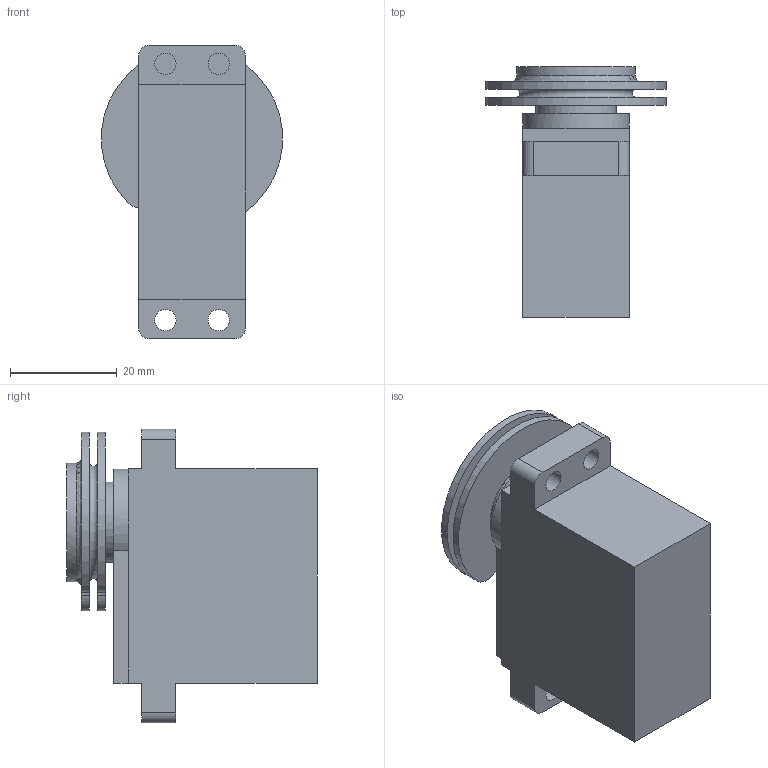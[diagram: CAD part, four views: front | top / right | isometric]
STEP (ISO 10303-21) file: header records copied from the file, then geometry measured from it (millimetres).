
FILE_DESCRIPTION(/* description */ (''),/* implementation_level */ '2;1');
FILE_NAME(/* name */ '67ac2708-1bf2-4cc6-9cfc-52f7d12f344d.stp',/* time_stamp */ '2017-09-04T07:53:53+00:00',/* author */ (''),/* organization */ (''),/* preprocessor_version */ 'ST-DEVELOPER v16.13',/* originating_system */ 'Autodesk Translation Framework v6.1.1.50',/* authorisation */ '');
FILE_SCHEMA (('AUTOMOTIVE_DESIGN { 1 0 10303 214 3 1 1 }'));
Length unit declared in the file: millimetre
Products named in the file (4): servo_part v3; HS5585 v5; HiTEC_servo_horn v4; new_horn_HiTEC v17
Assembly tree (3 placements, depth 2):
  servo_part v3
    HS5585 v5
    HiTEC_servo_horn v4
    new_horn_HiTEC v17
Bounding box: 33.87 x 46.9 x 55 mm (x, y, z)
Volume: 35551 mm3; surface area: 11511.4 mm2
Topology: 3 solids, 3 shells, 77 faces, 194 edges, 129 vertices
Faces by surface type: cylinder 43, plane 32, torus 2
Full cylindrical faces by diameter (mm): 1.2 x8, 1.4 x5, 2.8 x1, 4 x4, 5 x1, 6 x1, 7 x1, 7.4 x1, 8 x1, 15 x1, 17 x1, 17.2 x1, 22.2 x1
Entity records: 2390 total; most frequent: CARTESIAN_POINT 423, DIRECTION 416, ORIENTED_EDGE 324, AXIS2_PLACEMENT_3D 176, EDGE_CURVE 162, EDGE_LOOP 149, VERTEX_POINT 125, CIRCLE 92
